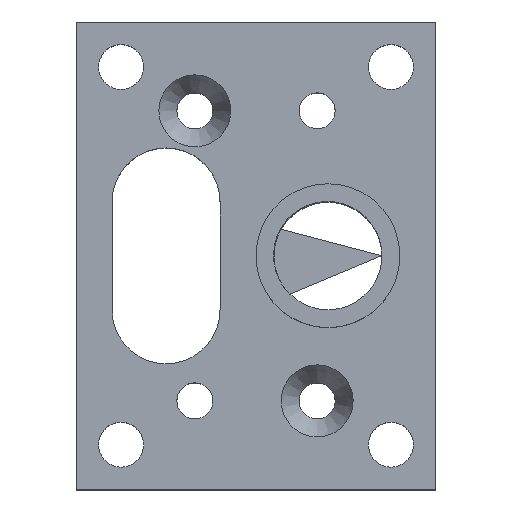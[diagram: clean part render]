
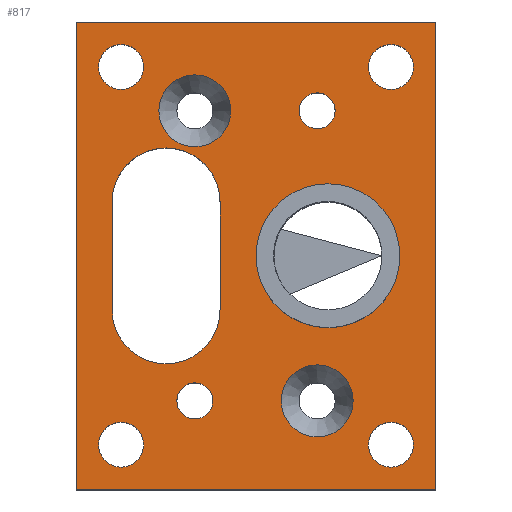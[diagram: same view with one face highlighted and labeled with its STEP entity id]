
A CAD part, top view. The second image highlights one B-rep face of the part: STEP entity #817.
In plain terms, the highlighted planar face has unit normal (0, 0, 1).
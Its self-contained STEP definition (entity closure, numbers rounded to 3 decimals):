
#38=FACE_BOUND('',#167,.T.);
#39=FACE_BOUND('',#168,.T.);
#40=FACE_BOUND('',#169,.T.);
#41=FACE_BOUND('',#170,.T.);
#42=FACE_BOUND('',#171,.T.);
#43=FACE_BOUND('',#172,.T.);
#44=FACE_BOUND('',#173,.T.);
#45=FACE_BOUND('',#174,.T.);
#46=FACE_BOUND('',#175,.T.);
#47=FACE_BOUND('',#176,.T.);
#65=PLANE('',#927);
#107=FACE_OUTER_BOUND('',#166,.T.);
#166=EDGE_LOOP('',(#735,#736,#737,#738));
#167=EDGE_LOOP('',(#739,#740,#741,#742));
#168=EDGE_LOOP('',(#743,#744));
#169=EDGE_LOOP('',(#745,#746));
#170=EDGE_LOOP('',(#747));
#171=EDGE_LOOP('',(#748));
#172=EDGE_LOOP('',(#749));
#173=EDGE_LOOP('',(#750));
#174=EDGE_LOOP('',(#751));
#175=EDGE_LOOP('',(#752));
#176=EDGE_LOOP('',(#753));
#185=LINE('',#1251,#232);
#189=LINE('',#1263,#236);
#216=LINE('',#1414,#263);
#219=LINE('',#1419,#266);
#221=LINE('',#1423,#268);
#223=LINE('',#1426,#270);
#232=VECTOR('',#992,1.);
#236=VECTOR('',#1004,1.);
#263=VECTOR('',#1177,1.);
#266=VECTOR('',#1182,1.);
#268=VECTOR('',#1186,1.);
#270=VECTOR('',#1190,1.);
#289=CIRCLE('',#849,3.);
#291=CIRCLE('',#853,3.);
#292=CIRCLE('',#855,2.);
#293=CIRCLE('',#856,2.);
#297=CIRCLE('',#861,2.);
#298=CIRCLE('',#862,2.);
#304=CIRCLE('',#871,4.);
#331=CIRCLE('',#912,1.25);
#332=CIRCLE('',#914,1.25);
#333=CIRCLE('',#916,1.25);
#334=CIRCLE('',#918,1.25);
#335=CIRCLE('',#920,1.);
#336=CIRCLE('',#922,1.);
#356=VERTEX_POINT('',#1248);
#357=VERTEX_POINT('',#1250);
#359=VERTEX_POINT('',#1256);
#361=VERTEX_POINT('',#1262);
#362=VERTEX_POINT('',#1269);
#363=VERTEX_POINT('',#1270);
#367=VERTEX_POINT('',#1281);
#368=VERTEX_POINT('',#1282);
#374=VERTEX_POINT('',#1301);
#405=VERTEX_POINT('',#1388);
#406=VERTEX_POINT('',#1392);
#407=VERTEX_POINT('',#1396);
#408=VERTEX_POINT('',#1400);
#409=VERTEX_POINT('',#1404);
#410=VERTEX_POINT('',#1408);
#411=VERTEX_POINT('',#1412);
#412=VERTEX_POINT('',#1413);
#413=VERTEX_POINT('',#1418);
#414=VERTEX_POINT('',#1422);
#440=EDGE_CURVE('',#357,#356,#185,.T.);
#443=EDGE_CURVE('',#359,#357,#289,.T.);
#446=EDGE_CURVE('',#361,#359,#189,.T.);
#449=EDGE_CURVE('',#356,#361,#291,.T.);
#450=EDGE_CURVE('',#362,#363,#292,.T.);
#451=EDGE_CURVE('',#363,#362,#293,.T.);
#456=EDGE_CURVE('',#367,#368,#297,.T.);
#457=EDGE_CURVE('',#368,#367,#298,.T.);
#466=EDGE_CURVE('',#374,#374,#304,.T.);
#509=EDGE_CURVE('',#405,#405,#331,.T.);
#511=EDGE_CURVE('',#406,#406,#332,.T.);
#513=EDGE_CURVE('',#407,#407,#333,.T.);
#515=EDGE_CURVE('',#408,#408,#334,.T.);
#517=EDGE_CURVE('',#409,#409,#335,.T.);
#519=EDGE_CURVE('',#410,#410,#336,.T.);
#520=EDGE_CURVE('',#411,#412,#216,.T.);
#523=EDGE_CURVE('',#412,#413,#219,.T.);
#525=EDGE_CURVE('',#413,#414,#221,.T.);
#527=EDGE_CURVE('',#414,#411,#223,.T.);
#735=ORIENTED_EDGE('',*,*,#520,.F.);
#736=ORIENTED_EDGE('',*,*,#527,.F.);
#737=ORIENTED_EDGE('',*,*,#525,.F.);
#738=ORIENTED_EDGE('',*,*,#523,.F.);
#739=ORIENTED_EDGE('',*,*,#446,.T.);
#740=ORIENTED_EDGE('',*,*,#443,.T.);
#741=ORIENTED_EDGE('',*,*,#440,.T.);
#742=ORIENTED_EDGE('',*,*,#449,.T.);
#743=ORIENTED_EDGE('',*,*,#450,.T.);
#744=ORIENTED_EDGE('',*,*,#451,.T.);
#745=ORIENTED_EDGE('',*,*,#456,.T.);
#746=ORIENTED_EDGE('',*,*,#457,.T.);
#747=ORIENTED_EDGE('',*,*,#466,.T.);
#748=ORIENTED_EDGE('',*,*,#509,.T.);
#749=ORIENTED_EDGE('',*,*,#511,.T.);
#750=ORIENTED_EDGE('',*,*,#513,.T.);
#751=ORIENTED_EDGE('',*,*,#515,.T.);
#752=ORIENTED_EDGE('',*,*,#517,.T.);
#753=ORIENTED_EDGE('',*,*,#519,.T.);
#817=ADVANCED_FACE('',(#107,#38,#39,#40,#41,#42,#43,#44,#45,#46,#47),#65,
 .T.);
#849=AXIS2_PLACEMENT_3D('',#1257,#998,#999);
#853=AXIS2_PLACEMENT_3D('',#1267,#1010,#1011);
#855=AXIS2_PLACEMENT_3D('',#1271,#1014,#1015);
#856=AXIS2_PLACEMENT_3D('',#1272,#1016,#1017);
#861=AXIS2_PLACEMENT_3D('',#1283,#1027,#1028);
#862=AXIS2_PLACEMENT_3D('',#1284,#1029,#1030);
#871=AXIS2_PLACEMENT_3D('',#1302,#1050,#1051);
#912=AXIS2_PLACEMENT_3D('',#1390,#1148,#1149);
#914=AXIS2_PLACEMENT_3D('',#1394,#1153,#1154);
#916=AXIS2_PLACEMENT_3D('',#1398,#1158,#1159);
#918=AXIS2_PLACEMENT_3D('',#1402,#1163,#1164);
#920=AXIS2_PLACEMENT_3D('',#1406,#1168,#1169);
#922=AXIS2_PLACEMENT_3D('',#1410,#1173,#1174);
#927=AXIS2_PLACEMENT_3D('',#1427,#1191,#1192);
#992=DIRECTION('',(0.,1.,0.));
#998=DIRECTION('center_axis',(0.,0.,-1.));
#999=DIRECTION('ref_axis',(0.,-1.,0.));
#1004=DIRECTION('',(0.,-1.,0.));
#1010=DIRECTION('center_axis',(0.,0.,-1.));
#1011=DIRECTION('ref_axis',(0.,1.,0.));
#1014=DIRECTION('center_axis',(0.,0.,-1.));
#1015=DIRECTION('ref_axis',(0.,-1.,0.));
#1016=DIRECTION('center_axis',(0.,0.,-1.));
#1017=DIRECTION('ref_axis',(0.,-1.,0.));
#1027=DIRECTION('center_axis',(0.,0.,-1.));
#1028=DIRECTION('ref_axis',(1.,0.,0.));
#1029=DIRECTION('center_axis',(0.,0.,-1.));
#1030=DIRECTION('ref_axis',(1.,0.,0.));
#1050=DIRECTION('center_axis',(0.,0.,-1.));
#1051=DIRECTION('ref_axis',(1.,0.,0.));
#1148=DIRECTION('center_axis',(0.,0.,-1.));
#1149=DIRECTION('ref_axis',(1.,0.,0.));
#1153=DIRECTION('center_axis',(0.,0.,-1.));
#1154=DIRECTION('ref_axis',(1.,0.,0.));
#1158=DIRECTION('center_axis',(0.,0.,-1.));
#1159=DIRECTION('ref_axis',(1.,0.,0.));
#1163=DIRECTION('center_axis',(0.,0.,-1.));
#1164=DIRECTION('ref_axis',(1.,0.,0.));
#1168=DIRECTION('center_axis',(0.,0.,-1.));
#1169=DIRECTION('ref_axis',(1.,0.,0.));
#1173=DIRECTION('center_axis',(0.,0.,-1.));
#1174=DIRECTION('ref_axis',(1.,0.,0.));
#1177=DIRECTION('',(0.,1.,0.));
#1182=DIRECTION('',(1.,0.,0.));
#1186=DIRECTION('',(0.,-1.,0.));
#1190=DIRECTION('',(-1.,0.,0.));
#1191=DIRECTION('center_axis',(0.,0.,1.));
#1192=DIRECTION('ref_axis',(1.,0.,0.));
#1248=CARTESIAN_POINT('',(271.419,75.931,10.));
#1250=CARTESIAN_POINT('',(271.419,69.931,10.));
#1251=CARTESIAN_POINT('',(271.419,74.431,10.));
#1256=CARTESIAN_POINT('',(277.419,69.931,10.));
#1257=CARTESIAN_POINT('Origin',(274.419,69.931,10.));
#1262=CARTESIAN_POINT('',(277.419,75.931,10.));
#1263=CARTESIAN_POINT('',(277.419,71.431,10.));
#1267=CARTESIAN_POINT('Origin',(274.419,75.931,10.));
#1269=CARTESIAN_POINT('',(282.819,62.869,10.));
#1270=CARTESIAN_POINT('',(282.819,66.869,10.));
#1271=CARTESIAN_POINT('Origin',(282.819,64.869,10.));
#1272=CARTESIAN_POINT('Origin',(282.819,64.869,10.));
#1281=CARTESIAN_POINT('',(278.019,80.993,10.));
#1282=CARTESIAN_POINT('',(274.019,80.993,10.));
#1283=CARTESIAN_POINT('Origin',(276.019,80.993,10.));
#1284=CARTESIAN_POINT('Origin',(276.019,80.993,10.));
#1301=CARTESIAN_POINT('',(279.419,72.931,10.));
#1302=CARTESIAN_POINT('Origin',(283.419,72.931,10.));
#1388=CARTESIAN_POINT('',(285.669,83.431,10.));
#1390=CARTESIAN_POINT('Origin',(286.919,83.431,10.));
#1392=CARTESIAN_POINT('',(285.669,62.431,10.));
#1394=CARTESIAN_POINT('Origin',(286.919,62.431,10.));
#1396=CARTESIAN_POINT('',(270.669,83.431,10.));
#1398=CARTESIAN_POINT('Origin',(271.919,83.431,10.));
#1400=CARTESIAN_POINT('',(270.669,62.431,10.));
#1402=CARTESIAN_POINT('Origin',(271.919,62.431,10.));
#1404=CARTESIAN_POINT('',(281.819,80.993,10.));
#1406=CARTESIAN_POINT('Origin',(282.819,80.993,10.));
#1408=CARTESIAN_POINT('',(275.019,64.869,10.));
#1410=CARTESIAN_POINT('Origin',(276.019,64.869,10.));
#1412=CARTESIAN_POINT('',(269.419,59.931,10.));
#1413=CARTESIAN_POINT('',(269.419,85.931,10.));
#1414=CARTESIAN_POINT('',(269.419,85.931,10.));
#1418=CARTESIAN_POINT('',(289.419,85.931,10.));
#1419=CARTESIAN_POINT('',(289.419,85.931,10.));
#1422=CARTESIAN_POINT('',(289.419,59.931,10.));
#1423=CARTESIAN_POINT('',(289.419,59.931,10.));
#1426=CARTESIAN_POINT('',(269.419,59.931,10.));
#1427=CARTESIAN_POINT('Origin',(279.419,72.931,10.));
